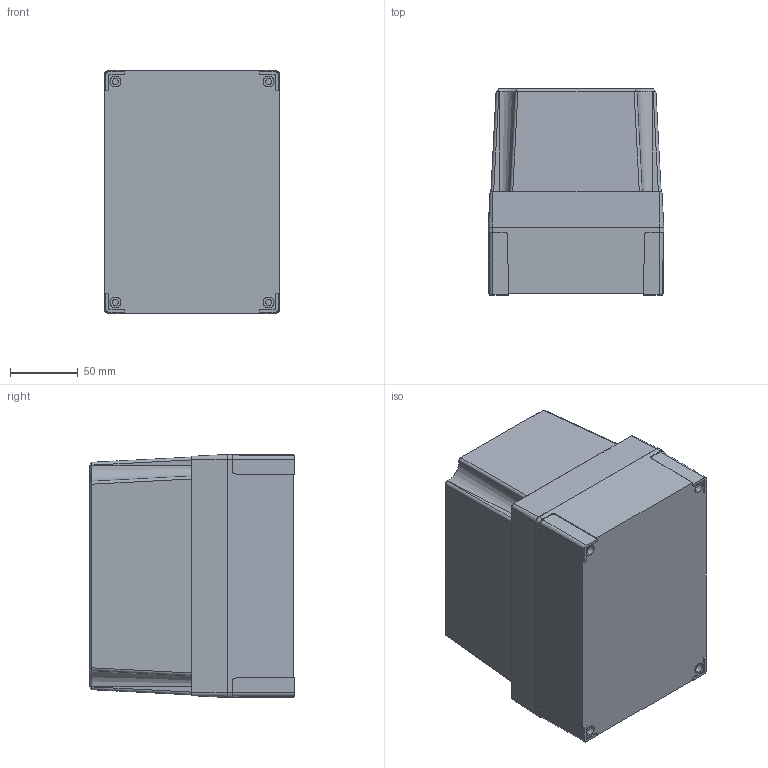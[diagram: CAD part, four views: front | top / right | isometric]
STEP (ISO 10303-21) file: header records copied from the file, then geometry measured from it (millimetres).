
FILE_DESCRIPTION (( 'STEP AP214' ), '1' );
FILE_NAME ('6011317_FIBOX_MNX_PC_150_150_HG.STEP', '2023-02-16T11:25:32', ( '' ), ( '' ), 'SwSTEP 2.0', 'SolidWorks 2021', '' );
FILE_SCHEMA (( 'AUTOMOTIVE_DESIGN' ));
Length unit declared in the file: millimetre
Products named in the file (4): FIBOX_MNX150HB; FIBOX_MNXSS14551H; FIBOX_MNX150100C; 6011317_FIBOX_MNX_PC_150_150_HG
Assembly tree (6 placements, depth 2):
  6011317_FIBOX_MNX_PC_150_150_HG
    FIBOX_MNX150HB
    FIBOX_MNX150100C
    FIBOX_MNXSS14551H  x4
Bounding box: 130.1 x 152.3 x 180.1 mm (x, y, z)
Volume: 402072.8 mm3; surface area: 274847 mm2
Topology: 6 solids, 6 shells, 525 faces, 1321 edges, 872 vertices
Faces by surface type: plane 319, cylinder 160, cone 44, bspline 2
Entity records: 16212 total; most frequent: CARTESIAN_POINT 5244, DIRECTION 2263, ORIENTED_EDGE 2234, EDGE_CURVE 1117, AXIS2_PLACEMENT_3D 796, VERTEX_POINT 740, LINE 671, VECTOR 671
